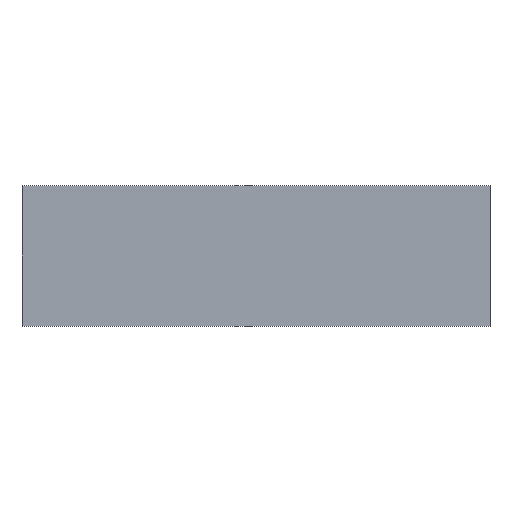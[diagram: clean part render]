
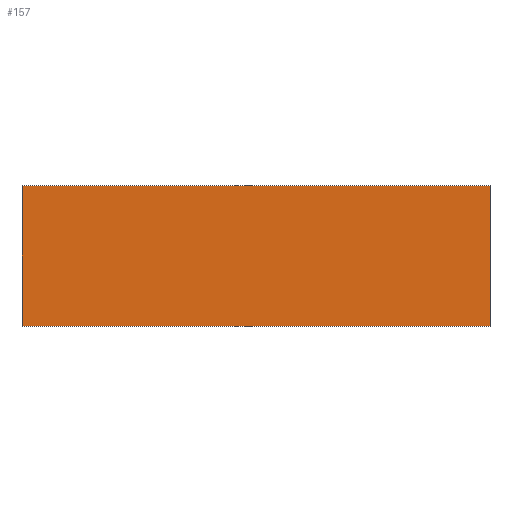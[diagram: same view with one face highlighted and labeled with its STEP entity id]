
A CAD part, front view. The second image highlights one B-rep face of the part: STEP entity #157.
In plain terms, the highlighted planar face has unit normal (0, -1, 0).
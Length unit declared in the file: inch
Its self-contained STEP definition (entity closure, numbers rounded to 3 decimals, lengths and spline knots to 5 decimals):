
#7 = AXIS2_PLACEMENT_3D ( 'NONE', #75, #123, #259 ) ;
#14 = EDGE_CURVE ( 'NONE', #39, #28, #166, .T. ) ;
#16 = PLANE ( 'NONE',  #7 ) ;
#28 = VERTEX_POINT ( 'NONE', #94 ) ;
#29 = CARTESIAN_POINT ( 'NONE',  ( -0.07268, -1.47198, 1.5 ) ) ;
#32 = CARTESIAN_POINT ( 'NONE',  ( 4.92732, -1.47198, 1.5 ) ) ;
#39 = VERTEX_POINT ( 'NONE', #71 ) ;
#43 = ORIENTED_EDGE ( 'NONE', *, *, #72, .F. ) ;
#46 = DIRECTION ( 'NONE',  ( 1., 0., 0. ) ) ;
#53 = ORIENTED_EDGE ( 'NONE', *, *, #14, .T. ) ;
#66 = CARTESIAN_POINT ( 'NONE',  ( 4.92732, -1.47198, 1.5 ) ) ;
#70 = ORIENTED_EDGE ( 'NONE', *, *, #109, .T. ) ;
#71 = CARTESIAN_POINT ( 'NONE',  ( -0.07268, -1.47198, 0. ) ) ;
#72 = EDGE_CURVE ( 'NONE', #139, #28, #249, .T. ) ;
#75 = CARTESIAN_POINT ( 'NONE',  ( -0.07268, -1.47198, 1.5 ) ) ;
#94 = CARTESIAN_POINT ( 'NONE',  ( 4.92732, -1.47198, 0. ) ) ;
#98 = VERTEX_POINT ( 'NONE', #168 ) ;
#109 = EDGE_CURVE ( 'NONE', #98, #39, #194, .T. ) ;
#120 = EDGE_LOOP ( 'NONE', ( #53, #43, #232, #70 ) ) ;
#123 = DIRECTION ( 'NONE',  ( 0., 1., 0. ) ) ;
#127 = VECTOR ( 'NONE', #46, 39.37008 ) ;
#136 = FACE_OUTER_BOUND ( 'NONE', #120, .T. ) ;
#139 = VERTEX_POINT ( 'NONE', #32 ) ;
#151 = DIRECTION ( 'NONE',  ( 1., 0., 0. ) ) ;
#157 = ADVANCED_FACE ( 'NONE', ( #136 ), #16, .F. ) ;
#165 = VECTOR ( 'NONE', #167, 39.37008 ) ;
#166 = LINE ( 'NONE', #170, #127 ) ;
#167 = DIRECTION ( 'NONE',  ( 0., 0., -1. ) ) ;
#168 = CARTESIAN_POINT ( 'NONE',  ( -0.07268, -1.47198, 1.5 ) ) ;
#170 = CARTESIAN_POINT ( 'NONE',  ( -0.07268, -1.47198, 0. ) ) ;
#181 = VECTOR ( 'NONE', #151, 39.37008 ) ;
#194 = LINE ( 'NONE', #29, #256 ) ;
#228 = DIRECTION ( 'NONE',  ( 0., 0., -1. ) ) ;
#232 = ORIENTED_EDGE ( 'NONE', *, *, #262, .F. ) ;
#236 = LINE ( 'NONE', #239, #181 ) ;
#239 = CARTESIAN_POINT ( 'NONE',  ( -0.07268, -1.47198, 1.5 ) ) ;
#249 = LINE ( 'NONE', #66, #165 ) ;
#256 = VECTOR ( 'NONE', #228, 39.37008 ) ;
#259 = DIRECTION ( 'NONE',  ( 0., 0., 1. ) ) ;
#262 = EDGE_CURVE ( 'NONE', #98, #139, #236, .T. ) ;
